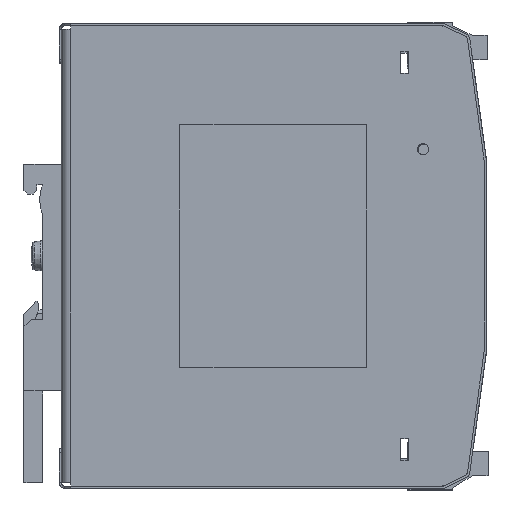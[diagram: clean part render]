
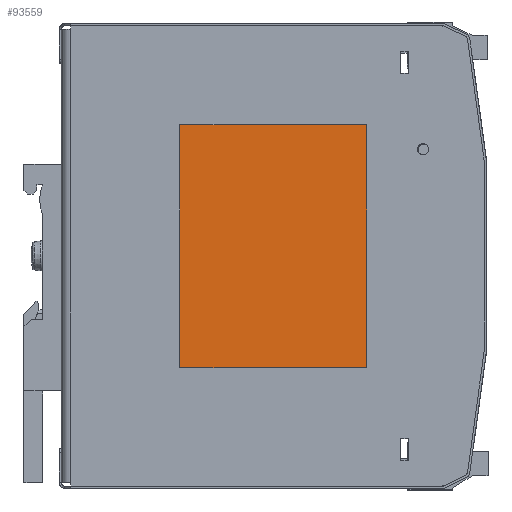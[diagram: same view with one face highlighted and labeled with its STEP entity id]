
A CAD part, left-side view. The second image highlights one B-rep face of the part: STEP entity #93559.
In plain terms, the highlighted planar face has unit normal (-1, 0, 0).
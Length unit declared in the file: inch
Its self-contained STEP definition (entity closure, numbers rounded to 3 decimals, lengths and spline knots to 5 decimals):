
#2686 = DIRECTION ( 'NONE',  ( 0., -1., 0. ) ) ;
#8200 = EDGE_CURVE ( 'NONE', #37095, #51217, #93952, .T. ) ;
#12768 = AXIS2_PLACEMENT_3D ( 'NONE', #19589, #38398, #2686 ) ;
#13004 = DIRECTION ( 'NONE',  ( 0., 0., 1. ) ) ;
#13999 = DIRECTION ( 'NONE',  ( 0., -1., 0. ) ) ;
#15042 = VERTEX_POINT ( 'NONE', #44784 ) ;
#16772 = VERTEX_POINT ( 'NONE', #73570 ) ;
#17386 = DIRECTION ( 'NONE',  ( 0., -1., 0. ) ) ;
#18108 = CARTESIAN_POINT ( 'NONE',  ( -0.88783, 1.05561, 1.38241 ) ) ;
#19589 = CARTESIAN_POINT ( 'NONE',  ( -0.88783, 1.05561, 1.38041 ) ) ;
#24283 = EDGE_CURVE ( 'NONE', #51120, #37095, #77580, .T. ) ;
#26440 = CARTESIAN_POINT ( 'NONE',  ( -0.88783, -0.9089, 1.38241 ) ) ;
#28288 = EDGE_CURVE ( 'NONE', #112868, #51120, #55764, .T. ) ;
#29450 = AXIS2_PLACEMENT_3D ( 'NONE', #32373, #69246, #96602 ) ;
#29658 = ORIENTED_EDGE ( 'NONE', *, *, #8200, .T. ) ;
#29764 = DIRECTION ( 'NONE',  ( 0., -1., 0. ) ) ;
#32373 = CARTESIAN_POINT ( 'NONE',  ( -0.88783, 1.05561, -1.17465 ) ) ;
#37095 = VERTEX_POINT ( 'NONE', #114434 ) ;
#38398 = DIRECTION ( 'NONE',  ( -1., 0., 0. ) ) ;
#41618 = VERTEX_POINT ( 'NONE', #113789 ) ;
#42352 = ORIENTED_EDGE ( 'NONE', *, *, #78233, .T. ) ;
#43601 = DIRECTION ( 'NONE',  ( 0., -1., 0. ) ) ;
#44784 = CARTESIAN_POINT ( 'NONE',  ( -0.88783, -0.9109, -1.17465 ) ) ;
#45656 = DIRECTION ( 'NONE',  ( 0., 0., -1. ) ) ;
#46550 = AXIS2_PLACEMENT_3D ( 'NONE', #96700, #68938, #13999 ) ;
#48201 = CARTESIAN_POINT ( 'NONE',  ( -0.88783, -0.9089, -1.17465 ) ) ;
#49221 = ORIENTED_EDGE ( 'NONE', *, *, #117011, .T. ) ;
#49588 = VECTOR ( 'NONE', #13004, 39.37008 ) ;
#51120 = VERTEX_POINT ( 'NONE', #81469 ) ;
#51217 = VERTEX_POINT ( 'NONE', #53782 ) ;
#53672 = ORIENTED_EDGE ( 'NONE', *, *, #28288, .T. ) ;
#53782 = CARTESIAN_POINT ( 'NONE',  ( -0.88783, 1.05561, -1.17665 ) ) ;
#54059 = VERTEX_POINT ( 'NONE', #26440 ) ;
#54682 = CARTESIAN_POINT ( 'NONE',  ( -0.88783, 1.05561, -1.17665 ) ) ;
#55764 = CIRCLE ( 'NONE', #12768, 0.002 ) ;
#56952 = ORIENTED_EDGE ( 'NONE', *, *, #100844, .T. ) ;
#57283 = ORIENTED_EDGE ( 'NONE', *, *, #103544, .T. ) ;
#63005 = CIRCLE ( 'NONE', #46550, 0.002 ) ;
#67529 = VECTOR ( 'NONE', #78583, 39.37008 ) ;
#67531 = CARTESIAN_POINT ( 'NONE',  ( -0.88783, -0.9109, -1.17465 ) ) ;
#67839 = ORIENTED_EDGE ( 'NONE', *, *, #24283, .T. ) ;
#68938 = DIRECTION ( 'NONE',  ( -1., 0., 0. ) ) ;
#69246 = DIRECTION ( 'NONE',  ( -1., 0., 0. ) ) ;
#69352 = CARTESIAN_POINT ( 'NONE',  ( -0.88783, 1.05561, 1.38241 ) ) ;
#69719 = LINE ( 'NONE', #67531, #49588 ) ;
#70829 = CIRCLE ( 'NONE', #97976, 0.002 ) ;
#73570 = CARTESIAN_POINT ( 'NONE',  ( -0.88783, -0.9089, -1.17665 ) ) ;
#73639 = CARTESIAN_POINT ( 'NONE',  ( -0.88783, 1.05761, -1.17465 ) ) ;
#75353 = FACE_OUTER_BOUND ( 'NONE', #92639, .T. ) ;
#77580 = LINE ( 'NONE', #73639, #106397 ) ;
#78233 = EDGE_CURVE ( 'NONE', #51217, #16772, #104676, .T. ) ;
#78583 = DIRECTION ( 'NONE',  ( 0., 1., 0. ) ) ;
#81469 = CARTESIAN_POINT ( 'NONE',  ( -0.88783, 1.05761, 1.38041 ) ) ;
#88135 = PLANE ( 'NONE',  #29450 ) ;
#92639 = EDGE_LOOP ( 'NONE', ( #29658, #42352, #49221, #57283, #56952, #96772, #53672, #67839 ) ) ;
#93559 = ADVANCED_FACE ( 'NONE', ( #75353 ), #88135, .T. ) ;
#93952 = CIRCLE ( 'NONE', #114538, 0.002 ) ;
#96002 = VECTOR ( 'NONE', #17386, 39.37008 ) ;
#96602 = DIRECTION ( 'NONE',  ( 0., -1., 0. ) ) ;
#96700 = CARTESIAN_POINT ( 'NONE',  ( -0.88783, -0.9089, 1.38041 ) ) ;
#96772 = ORIENTED_EDGE ( 'NONE', *, *, #105712, .T. ) ;
#97976 = AXIS2_PLACEMENT_3D ( 'NONE', #48201, #104015, #29764 ) ;
#100844 = EDGE_CURVE ( 'NONE', #41618, #54059, #63005, .T. ) ;
#103544 = EDGE_CURVE ( 'NONE', #15042, #41618, #69719, .T. ) ;
#104015 = DIRECTION ( 'NONE',  ( -1., 0., 0. ) ) ;
#104676 = LINE ( 'NONE', #54682, #96002 ) ;
#105712 = EDGE_CURVE ( 'NONE', #54059, #112868, #110759, .T. ) ;
#106397 = VECTOR ( 'NONE', #45656, 39.37008 ) ;
#107424 = CARTESIAN_POINT ( 'NONE',  ( -0.88783, 1.05561, -1.17465 ) ) ;
#110759 = LINE ( 'NONE', #69352, #67529 ) ;
#112868 = VERTEX_POINT ( 'NONE', #18108 ) ;
#113789 = CARTESIAN_POINT ( 'NONE',  ( -0.88783, -0.9109, 1.38041 ) ) ;
#114434 = CARTESIAN_POINT ( 'NONE',  ( -0.88783, 1.05761, -1.17465 ) ) ;
#114538 = AXIS2_PLACEMENT_3D ( 'NONE', #107424, #115880, #43601 ) ;
#115880 = DIRECTION ( 'NONE',  ( -1., 0., 0. ) ) ;
#117011 = EDGE_CURVE ( 'NONE', #16772, #15042, #70829, .T. ) ;
